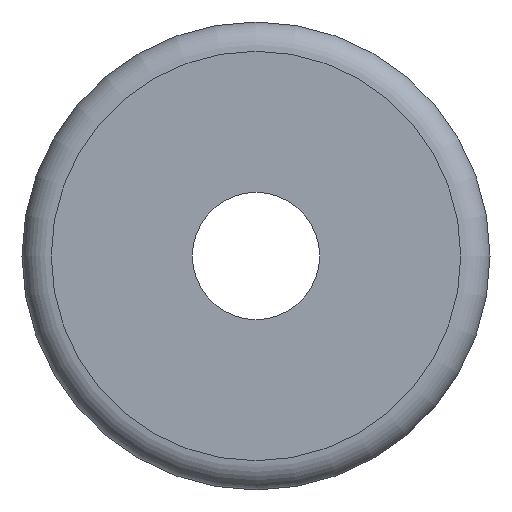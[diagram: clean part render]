
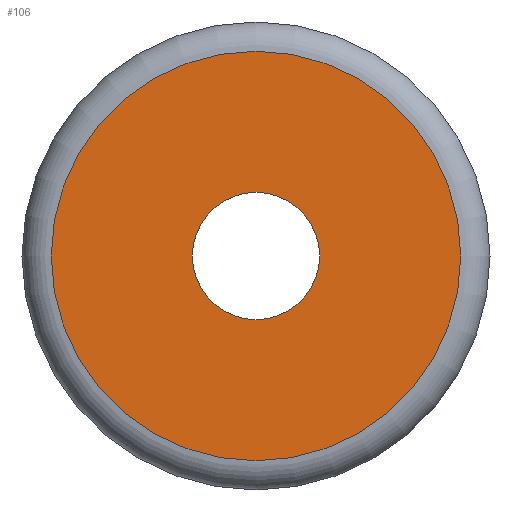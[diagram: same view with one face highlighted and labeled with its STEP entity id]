
A CAD part, front view. The second image highlights one B-rep face of the part: STEP entity #106.
In plain terms, the highlighted planar face has unit normal (0, -1, 0).
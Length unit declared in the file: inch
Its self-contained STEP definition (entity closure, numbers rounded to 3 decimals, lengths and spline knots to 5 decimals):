
#106=ADVANCED_FACE('',(#249,#250),#251,.T.);
#120=EDGE_CURVE('',#273,#273,#274,.T.);
#186=EDGE_CURVE('',#362,#362,#363,.T.);
#249=FACE_BOUND('',#413,.T.);
#250=FACE_OUTER_BOUND('',#414,.T.);
#251=PLANE('',#415);
#273=VERTEX_POINT('',#439);
#274=CIRCLE('',#440,0.068);
#362=VERTEX_POINT('',#579);
#363=CIRCLE('',#580,0.21875);
#413=EDGE_LOOP('',(#690));
#414=EDGE_LOOP('',(#691));
#415=AXIS2_PLACEMENT_3D('',#692,#693,#694);
#439=CARTESIAN_POINT('',(0.068,0.05,0.0));
#440=AXIS2_PLACEMENT_3D('',#738,#739,#740);
#579=CARTESIAN_POINT('',(0.0,0.05,-0.21875));
#580=AXIS2_PLACEMENT_3D('',#801,#802,#803);
#690=ORIENTED_EDGE('',*,*,#120,.T.);
#691=ORIENTED_EDGE('',*,*,#186,.T.);
#692=CARTESIAN_POINT('',(0.0,0.05,0.0));
#693=DIRECTION('',(0.0,-1.0,0.0));
#694=DIRECTION('',(0.0,0.0,-1.0));
#738=CARTESIAN_POINT('',(0.0,0.05,0.0));
#739=DIRECTION('',(-0.0,1.0,0.0));
#740=DIRECTION('',(1.0,0.0,0.0));
#801=CARTESIAN_POINT('',(0.0,0.05,0.0));
#802=DIRECTION('',(0.0,-1.0,0.0));
#803=DIRECTION('',(0.0,0.0,-1.0));
